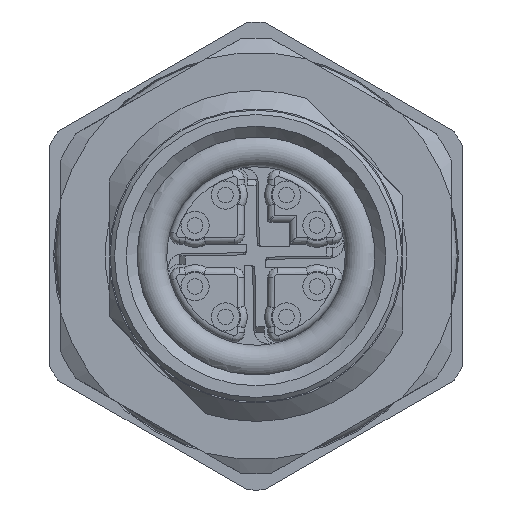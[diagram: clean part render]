
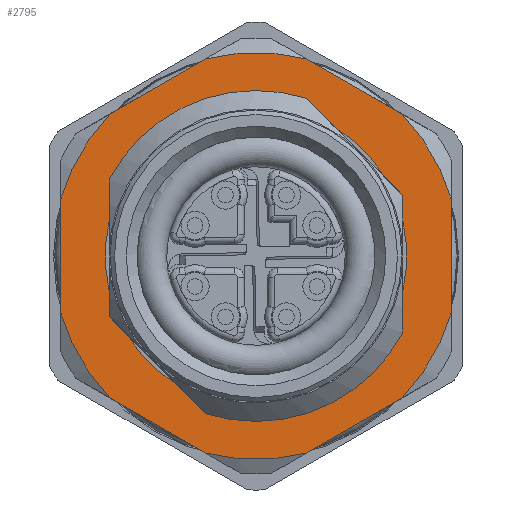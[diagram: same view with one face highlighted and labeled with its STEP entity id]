
A CAD part, front view. The second image highlights one B-rep face of the part: STEP entity #2795.
In plain terms, the highlighted planar face has unit normal (0, -1, 0).
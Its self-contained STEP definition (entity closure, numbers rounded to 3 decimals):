
#1220=LINE('',#19372,#1743);
#1222=LINE('',#19387,#1745);
#1224=LINE('',#19402,#1747);
#1226=LINE('',#19417,#1749);
#1228=LINE('',#19432,#1751);
#1230=LINE('',#19447,#1753);
#1252=LINE('',#19566,#1775);
#1253=LINE('',#19568,#1776);
#1254=LINE('',#19569,#1777);
#1255=LINE('',#19570,#1778);
#1256=LINE('',#19572,#1779);
#1257=LINE('',#19573,#1780);
#1258=LINE('',#19574,#1781);
#1259=LINE('',#19575,#1782);
#1743=VECTOR('',#13029,1.);
#1745=VECTOR('',#13037,1.);
#1747=VECTOR('',#13045,1.);
#1749=VECTOR('',#13053,1.);
#1751=VECTOR('',#13061,1.);
#1753=VECTOR('',#13069,1.);
#1775=VECTOR('',#13147,1.);
#1776=VECTOR('',#13148,1.);
#1777=VECTOR('',#13149,1.);
#1778=VECTOR('',#13150,1.);
#1779=VECTOR('',#13151,1.);
#1780=VECTOR('',#13152,1.);
#1781=VECTOR('',#13153,1.);
#1782=VECTOR('',#13154,1.);
#2212=PLANE('',#10448);
#2795=ADVANCED_FACE('',(#3219,#3220),#2212,.F.);
#3219=FACE_BOUND('',#3913,.T.);
#3220=FACE_BOUND('',#3914,.T.);
#3913=EDGE_LOOP('',(#6504,#6505,#6506,#6507,#6508,#6509,#6510,#6511,#6512,
#6513,#6514,#6515,#6516,#6517));
#3914=EDGE_LOOP('',(#6518,#6519,#6520,#6521,#6522,#6523,#6524,#6525,#6526,
#6527,#6528,#6529));
#6504=ORIENTED_EDGE('',*,*,#8788,.F.);
#6505=ORIENTED_EDGE('',*,*,#8749,.F.);
#6506=ORIENTED_EDGE('',*,*,#8789,.F.);
#6507=ORIENTED_EDGE('',*,*,#8771,.T.);
#6508=ORIENTED_EDGE('',*,*,#8790,.T.);
#6509=ORIENTED_EDGE('',*,*,#8786,.F.);
#6510=ORIENTED_EDGE('',*,*,#8791,.T.);
#6511=ORIENTED_EDGE('',*,*,#8792,.T.);
#6512=ORIENTED_EDGE('',*,*,#8764,.F.);
#6513=ORIENTED_EDGE('',*,*,#8793,.T.);
#6514=ORIENTED_EDGE('',*,*,#8756,.T.);
#6515=ORIENTED_EDGE('',*,*,#8794,.F.);
#6516=ORIENTED_EDGE('',*,*,#8755,.F.);
#6517=ORIENTED_EDGE('',*,*,#8795,.F.);
#6518=ORIENTED_EDGE('',*,*,#8745,.F.);
#6519=ORIENTED_EDGE('',*,*,#8742,.F.);
#6520=ORIENTED_EDGE('',*,*,#8740,.F.);
#6521=ORIENTED_EDGE('',*,*,#8737,.F.);
#6522=ORIENTED_EDGE('',*,*,#8735,.F.);
#6523=ORIENTED_EDGE('',*,*,#8732,.F.);
#6524=ORIENTED_EDGE('',*,*,#8730,.F.);
#6525=ORIENTED_EDGE('',*,*,#8727,.F.);
#6526=ORIENTED_EDGE('',*,*,#8725,.F.);
#6527=ORIENTED_EDGE('',*,*,#8722,.F.);
#6528=ORIENTED_EDGE('',*,*,#8720,.F.);
#6529=ORIENTED_EDGE('',*,*,#8717,.F.);
#7421=VERTEX_POINT('',#19371);
#7422=VERTEX_POINT('',#19373);
#7423=VERTEX_POINT('',#19381);
#7424=VERTEX_POINT('',#19388);
#7425=VERTEX_POINT('',#19396);
#7426=VERTEX_POINT('',#19403);
#7427=VERTEX_POINT('',#19411);
#7428=VERTEX_POINT('',#19418);
#7429=VERTEX_POINT('',#19426);
#7430=VERTEX_POINT('',#19433);
#7431=VERTEX_POINT('',#19441);
#7432=VERTEX_POINT('',#19448);
#7434=VERTEX_POINT('',#19459);
#7436=VERTEX_POINT('',#19463);
#7439=VERTEX_POINT('',#19478);
#7441=VERTEX_POINT('',#19482);
#7442=VERTEX_POINT('',#19486);
#7443=VERTEX_POINT('',#19487);
#7448=VERTEX_POINT('',#19507);
#7449=VERTEX_POINT('',#19509);
#7453=VERTEX_POINT('',#19535);
#7454=VERTEX_POINT('',#19536);
#7463=VERTEX_POINT('',#19561);
#7464=VERTEX_POINT('',#19563);
#7465=VERTEX_POINT('',#19567);
#7466=VERTEX_POINT('',#19571);
#8717=EDGE_CURVE('',#7421,#7422,#1220,.T.);
#8720=EDGE_CURVE('',#7422,#7423,#9337,.T.);
#8722=EDGE_CURVE('',#7423,#7424,#1222,.T.);
#8725=EDGE_CURVE('',#7424,#7425,#9338,.T.);
#8727=EDGE_CURVE('',#7425,#7426,#1224,.T.);
#8730=EDGE_CURVE('',#7426,#7427,#9339,.T.);
#8732=EDGE_CURVE('',#7427,#7428,#1226,.T.);
#8735=EDGE_CURVE('',#7428,#7429,#9340,.T.);
#8737=EDGE_CURVE('',#7429,#7430,#1228,.T.);
#8740=EDGE_CURVE('',#7430,#7431,#9341,.T.);
#8742=EDGE_CURVE('',#7431,#7432,#1230,.T.);
#8745=EDGE_CURVE('',#7432,#7421,#9342,.T.);
#8749=EDGE_CURVE('',#7436,#7434,#9344,.T.);
#8755=EDGE_CURVE('',#7441,#7439,#9346,.T.);
#8756=EDGE_CURVE('',#7442,#7443,#9347,.T.);
#8764=EDGE_CURVE('',#7448,#7449,#9350,.T.);
#8771=EDGE_CURVE('',#7453,#7454,#9352,.T.);
#8786=EDGE_CURVE('',#7463,#7464,#9356,.T.);
#8788=EDGE_CURVE('',#7434,#7465,#1252,.T.);
#8789=EDGE_CURVE('',#7453,#7436,#1253,.T.);
#8790=EDGE_CURVE('',#7454,#7464,#1254,.T.);
#8791=EDGE_CURVE('',#7463,#7466,#1255,.T.);
#8792=EDGE_CURVE('',#7466,#7449,#1256,.T.);
#8793=EDGE_CURVE('',#7448,#7442,#1257,.T.);
#8794=EDGE_CURVE('',#7439,#7443,#1258,.T.);
#8795=EDGE_CURVE('',#7465,#7441,#1259,.T.);
#9337=CIRCLE('',#10406,9.346);
#9338=CIRCLE('',#10409,9.346);
#9339=CIRCLE('',#10412,9.346);
#9340=CIRCLE('',#10415,9.346);
#9341=CIRCLE('',#10418,9.346);
#9342=CIRCLE('',#10421,9.346);
#9344=CIRCLE('',#10424,6.93);
#9346=CIRCLE('',#10428,6.93);
#9347=CIRCLE('',#10430,7.6);
#9350=CIRCLE('',#10435,6.93);
#9352=CIRCLE('',#10440,7.6);
#9356=CIRCLE('',#10446,6.93);
#10406=AXIS2_PLACEMENT_3D('',#19380,#13033,#13034);
#10409=AXIS2_PLACEMENT_3D('',#19395,#13041,#13042);
#10412=AXIS2_PLACEMENT_3D('',#19410,#13049,#13050);
#10415=AXIS2_PLACEMENT_3D('',#19425,#13057,#13058);
#10418=AXIS2_PLACEMENT_3D('',#19440,#13065,#13066);
#10421=AXIS2_PLACEMENT_3D('',#19455,#13073,#13074);
#10424=AXIS2_PLACEMENT_3D('',#19464,#13081,#13082);
#10428=AXIS2_PLACEMENT_3D('',#19483,#13091,#13092);
#10430=AXIS2_PLACEMENT_3D('',#19485,#13095,#13096);
#10435=AXIS2_PLACEMENT_3D('',#19508,#13108,#13109);
#10440=AXIS2_PLACEMENT_3D('',#19534,#13119,#13120);
#10446=AXIS2_PLACEMENT_3D('',#19562,#13142,#13143);
#10448=AXIS2_PLACEMENT_3D('',#19576,#13155,#13156);
#13029=DIRECTION('',(-0.866,0.,0.5));
#13033=DIRECTION('',(0.,1.,0.));
#13034=DIRECTION('',(0.5,0.,-0.866));
#13037=DIRECTION('',(0.,0.,1.));
#13041=DIRECTION('',(0.,1.,0.));
#13042=DIRECTION('',(0.5,0.,-0.866));
#13045=DIRECTION('',(0.866,0.,0.5));
#13049=DIRECTION('',(0.,1.,0.));
#13050=DIRECTION('',(0.5,0.,-0.866));
#13053=DIRECTION('',(0.866,0.,-0.5));
#13057=DIRECTION('',(0.,1.,0.));
#13058=DIRECTION('',(0.5,0.,-0.866));
#13061=DIRECTION('',(0.,0.,-1.));
#13065=DIRECTION('',(0.,1.,0.));
#13066=DIRECTION('',(0.5,0.,-0.866));
#13069=DIRECTION('',(-0.866,0.,-0.5));
#13073=DIRECTION('',(0.,1.,0.));
#13074=DIRECTION('',(0.5,0.,-0.866));
#13081=DIRECTION('',(0.,-1.,0.));
#13082=DIRECTION('',(-0.866,0.,-0.5));
#13091=DIRECTION('',(0.,-1.,0.));
#13092=DIRECTION('',(-0.866,0.,-0.5));
#13095=DIRECTION('',(0.,1.,0.));
#13096=DIRECTION('',(0.003,0.,1.));
#13108=DIRECTION('',(0.,-1.,0.));
#13109=DIRECTION('',(-0.866,0.,-0.5));
#13119=DIRECTION('',(0.,1.,0.));
#13120=DIRECTION('',(0.003,0.,1.));
#13142=DIRECTION('',(0.,-1.,0.));
#13143=DIRECTION('',(-0.866,0.,-0.5));
#13147=DIRECTION('',(0.,0.,-1.));
#13148=DIRECTION('',(0.,0.,-1.));
#13149=DIRECTION('',(0.707,0.,-0.707));
#13150=DIRECTION('',(0.707,0.,-0.707));
#13151=DIRECTION('',(0.,0.,-1.));
#13152=DIRECTION('',(0.,0.,-1.));
#13153=DIRECTION('',(0.707,0.,-0.707));
#13154=DIRECTION('',(0.707,0.,-0.707));
#13155=DIRECTION('',(0.,1.,0.));
#13156=DIRECTION('',(-0.5,0.,0.866));
#19371=CARTESIAN_POINT('',(47.683,40.7,-9.055));
#19372=CARTESIAN_POINT('',(49.275,40.7,-9.974));
#19373=CARTESIAN_POINT('',(43.317,40.7,-6.534));
#19380=CARTESIAN_POINT('',(50.,40.7,0.));
#19381=CARTESIAN_POINT('',(41.,40.7,-2.521));
#19387=CARTESIAN_POINT('',(41.,40.7,-4.359));
#19388=CARTESIAN_POINT('',(41.,40.7,2.521));
#19395=CARTESIAN_POINT('',(50.,40.7,0.));
#19396=CARTESIAN_POINT('',(43.317,40.7,6.534));
#19402=CARTESIAN_POINT('',(41.725,40.7,5.615));
#19403=CARTESIAN_POINT('',(47.683,40.7,9.055));
#19410=CARTESIAN_POINT('',(50.,40.7,0.));
#19411=CARTESIAN_POINT('',(52.317,40.7,9.055));
#19417=CARTESIAN_POINT('',(50.725,40.7,9.974));
#19418=CARTESIAN_POINT('',(56.683,40.7,6.534));
#19425=CARTESIAN_POINT('',(50.,40.7,0.));
#19426=CARTESIAN_POINT('',(59.,40.7,2.521));
#19432=CARTESIAN_POINT('',(59.,40.7,4.359));
#19433=CARTESIAN_POINT('',(59.,40.7,-2.521));
#19440=CARTESIAN_POINT('',(50.,40.7,0.));
#19441=CARTESIAN_POINT('',(56.683,40.7,-6.534));
#19447=CARTESIAN_POINT('',(58.275,40.7,-5.615));
#19448=CARTESIAN_POINT('',(52.317,40.7,-9.055));
#19455=CARTESIAN_POINT('',(50.,40.7,0.));
#19459=CARTESIAN_POINT('',(43.25,40.7,-1.569));
#19463=CARTESIAN_POINT('',(43.25,40.7,1.569));
#19464=CARTESIAN_POINT('',(50.,40.7,0.));
#19478=CARTESIAN_POINT('',(46.337,40.7,-5.883));
#19482=CARTESIAN_POINT('',(44.117,40.7,-3.663));
#19483=CARTESIAN_POINT('',(50.,40.7,0.));
#19485=CARTESIAN_POINT('',(50.,40.7,0.));
#19486=CARTESIAN_POINT('',(56.75,40.7,-3.492));
#19487=CARTESIAN_POINT('',(47.697,40.7,-7.243));
#19507=CARTESIAN_POINT('',(56.75,40.7,-1.569));
#19508=CARTESIAN_POINT('',(50.,40.7,0.));
#19509=CARTESIAN_POINT('',(56.75,40.7,1.569));
#19534=CARTESIAN_POINT('',(50.,40.7,0.));
#19535=CARTESIAN_POINT('',(43.25,40.7,3.492));
#19536=CARTESIAN_POINT('',(52.303,40.7,7.243));
#19561=CARTESIAN_POINT('',(55.883,40.7,3.663));
#19562=CARTESIAN_POINT('',(50.,40.7,0.));
#19563=CARTESIAN_POINT('',(53.663,40.7,5.883));
#19566=CARTESIAN_POINT('',(43.25,40.7,-5.));
#19567=CARTESIAN_POINT('',(43.25,40.7,-2.796));
#19568=CARTESIAN_POINT('',(43.25,40.7,-5.));
#19569=CARTESIAN_POINT('',(58.309,40.7,1.237));
#19570=CARTESIAN_POINT('',(58.309,40.7,1.237));
#19571=CARTESIAN_POINT('',(56.75,40.7,2.796));
#19572=CARTESIAN_POINT('',(56.75,40.7,-5.));
#19573=CARTESIAN_POINT('',(56.75,40.7,-5.));
#19574=CARTESIAN_POINT('',(48.763,40.7,-8.309));
#19575=CARTESIAN_POINT('',(48.763,40.7,-8.309));
#19576=CARTESIAN_POINT('',(50.,40.7,0.));
